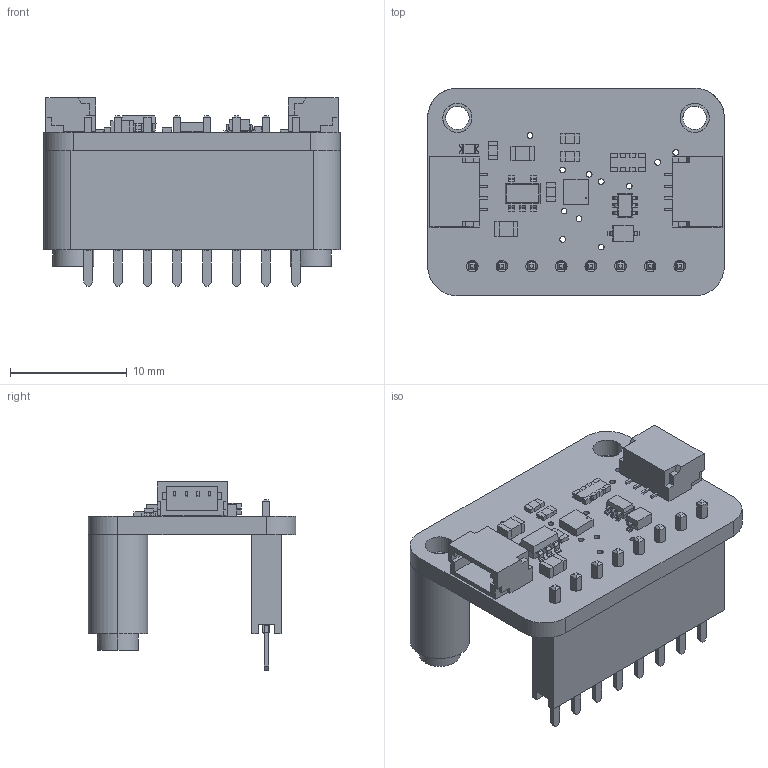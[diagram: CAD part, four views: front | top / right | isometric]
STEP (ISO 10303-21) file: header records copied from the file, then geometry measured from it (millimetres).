
FILE_DESCRIPTION(('CATIA V5 STEP Exchange'),'2;1');
FILE_NAME('Adafruit BMP390 THT.stp','2024-06-15T12:48:08+00:00',('none'),('none'),'CATIA Version 5 Release 17 (IN-10)','CATIA V5 STEP AP214','none');
FILE_SCHEMA(('AUTOMOTIVE_DESIGN { 1 0 10303 214 1 1 1 1 }'));
Length unit declared in the file: millimetre
Products named in the file (17): Adafruit BMP390 THT; Adafruit BMP390; Board; 10K; 1N4148; BMP388; 10uF; AP2112K-3.3; 10K_1; BSS138; STEMMA_I2C_QT; GREEN; SOLID.1; Assem1; 6130xx11821_PIN; 61300811821; 9774085151
Assembly tree (29 placements, depth 3):
  Adafruit BMP390 THT
    Adafruit BMP390
      Board
      10K  x4
      1N4148
      BMP388
      10uF  x2
      AP2112K-3.3
      10K_1
      BSS138
      STEMMA_I2C_QT  x2
      GREEN
      SOLID.1
    Assem1
      6130xx11821_PIN  x8
      61300811821
    9774085151  x2
Bounding box: 25.42 x 17.79 x 16.14 mm (x, y, z)
Volume: 1533.9 mm3; surface area: 3357.4 mm2
Topology: 49 solids, 49 shells, 1174 faces, 3016 edges, 1952 vertices
Faces by surface type: plane 1004, cylinder 146, extrusion 16, bspline 8
Entity records: 29703 total; most frequent: CARTESIAN_POINT 8042, ORIENTED_EDGE 4286, DIRECTION 3651, EDGE_CURVE 2143, VECTOR 1865, LINE 1863, VERTEX_POINT 1376, EDGE_LOOP 923
